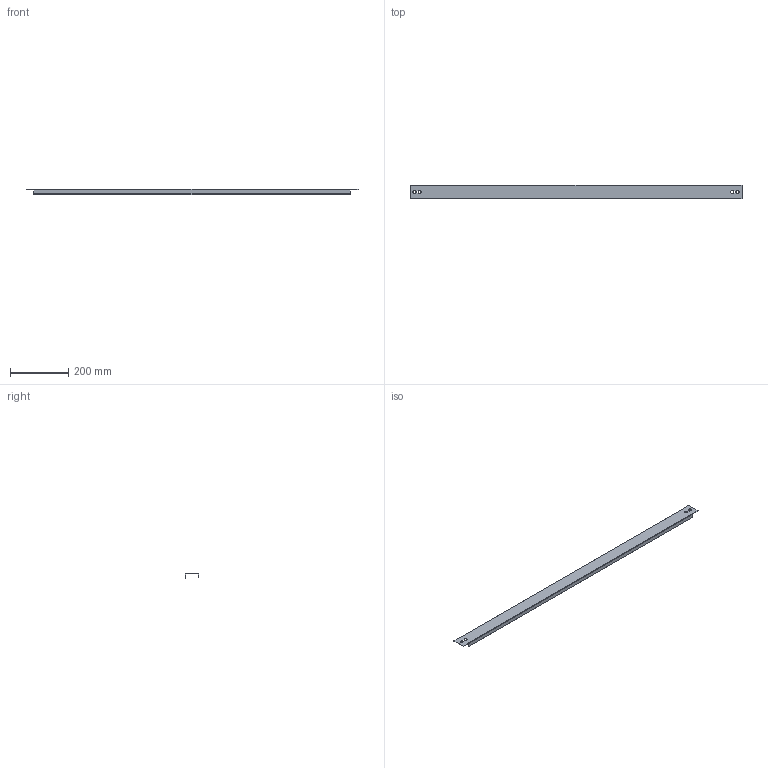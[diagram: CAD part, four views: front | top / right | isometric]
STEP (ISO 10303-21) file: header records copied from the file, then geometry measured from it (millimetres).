
FILE_DESCRIPTION (( 'STEP AP214' ), '1' );
FILE_NAME ('c_il056501-f_3d.stp', '2022-05-10T05:43:35', ( '' ), ( '' ), 'SwSTEP 2.0', 'SolidWorks 2021', '' );
FILE_SCHEMA (( 'AUTOMOTIVE_DESIGN' ));
Length unit declared in the file: millimetre
Products named in the file (1): c_il056501-f_3d
Bounding box: 1137.5 x 45.5 x 18 mm (x, y, z)
Volume: 83648.8 mm3; surface area: 169876.2 mm2
Topology: 1 solids, 1 shells, 43 faces, 111 edges, 70 vertices
Faces by surface type: plane 32, cylinder 11
Entity records: 1345 total; most frequent: DIRECTION 225, CARTESIAN_POINT 225, ORIENTED_EDGE 222, EDGE_CURVE 111, LINE 85, VECTOR 85, AXIS2_PLACEMENT_3D 70, VERTEX_POINT 70
